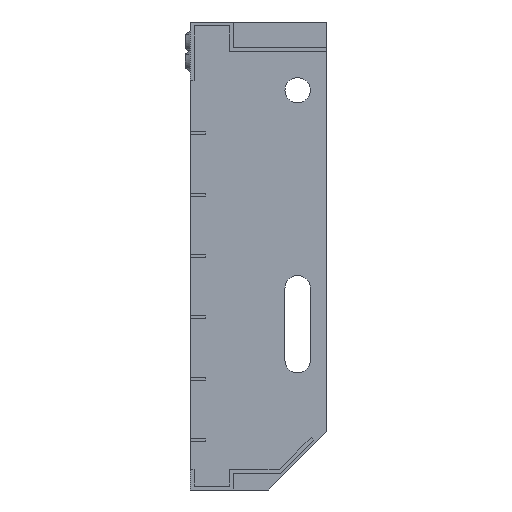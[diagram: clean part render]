
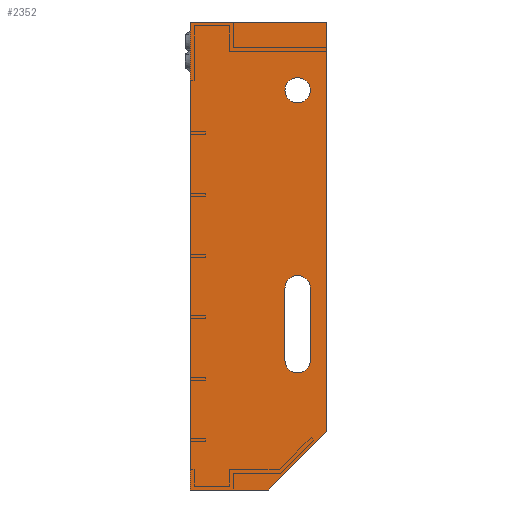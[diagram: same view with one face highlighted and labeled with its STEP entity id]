
A CAD part, left-side view. The second image highlights one B-rep face of the part: STEP entity #2352.
In plain terms, the highlighted planar face has unit normal (-1, 0, 0).
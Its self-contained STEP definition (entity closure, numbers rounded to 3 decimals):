
#248 = ORIENTED_EDGE ( 'NONE', *, *, #20057, .T. ) ;
#409 = VERTEX_POINT ( 'NONE', #5314 ) ;
#706 = CARTESIAN_POINT ( 'NONE',  ( -450., 15., -41.5 ) ) ;
#711 = CARTESIAN_POINT ( 'NONE',  ( -450., 0., 0. ) ) ;
#742 = CARTESIAN_POINT ( 'NONE',  ( -450., 0., -210. ) ) ;
#834 = ORIENTED_EDGE ( 'NONE', *, *, #12124, .T. ) ;
#856 = VERTEX_POINT ( 'NONE', #706 ) ;
#1161 = CARTESIAN_POINT ( 'NONE',  ( -450., 0., -210. ) ) ;
#1269 = AXIS2_PLACEMENT_3D ( 'NONE', #6627, #1809, #16609 ) ;
#1405 = CARTESIAN_POINT ( 'NONE',  ( -450., 15., -173.5 ) ) ;
#1435 = EDGE_CURVE ( 'NONE', #409, #12962, #9362, .T. ) ;
#1809 = DIRECTION ( 'NONE',  ( 1., 0., 0. ) ) ;
#2199 = ORIENTED_EDGE ( 'NONE', *, *, #1435, .T. ) ;
#2352 = ADVANCED_FACE ( 'NONE', ( #21535, #10470, #4780 ), #31162, .F. ) ;
#2381 = AXIS2_PLACEMENT_3D ( 'NONE', #28088, #3622, #5742 ) ;
#2837 = CARTESIAN_POINT ( 'NONE',  ( -450., 15., -35. ) ) ;
#3024 = ORIENTED_EDGE ( 'NONE', *, *, #5152, .F. ) ;
#3622 = DIRECTION ( 'NONE',  ( 1., 0., 0. ) ) ;
#3627 = EDGE_CURVE ( 'NONE', #17601, #856, #5634, .T. ) ;
#4080 = DIRECTION ( 'NONE',  ( 0., 0., 1. ) ) ;
#4155 = ORIENTED_EDGE ( 'NONE', *, *, #3627, .T. ) ;
#4187 = CARTESIAN_POINT ( 'NONE',  ( -450., 21.5, -136.5 ) ) ;
#4468 = LINE ( 'NONE', #14271, #27300 ) ;
#4565 = ORIENTED_EDGE ( 'NONE', *, *, #26477, .T. ) ;
#4780 = FACE_OUTER_BOUND ( 'NONE', #29841, .T. ) ;
#5152 = EDGE_CURVE ( 'NONE', #8874, #7301, #23076, .T. ) ;
#5314 = CARTESIAN_POINT ( 'NONE',  ( -450., 21.5, -173.5 ) ) ;
#5634 = CIRCLE ( 'NONE', #16575, 6.5 ) ;
#5742 = DIRECTION ( 'NONE',  ( 0., 0., -1. ) ) ;
#6627 = CARTESIAN_POINT ( 'NONE',  ( -450., 0., 0. ) ) ;
#6657 = EDGE_CURVE ( 'NONE', #20779, #26920, #11956, .T. ) ;
#7301 = VERTEX_POINT ( 'NONE', #17248 ) ;
#7589 = VECTOR ( 'NONE', #16229, 1000. ) ;
#7688 = VERTEX_POINT ( 'NONE', #1161 ) ;
#8857 = CARTESIAN_POINT ( 'NONE',  ( -450., 70., 0. ) ) ;
#8874 = VERTEX_POINT ( 'NONE', #19878 ) ;
#8878 = DIRECTION ( 'NONE',  ( 1., 0., 0. ) ) ;
#9362 = LINE ( 'NONE', #11217, #15075 ) ;
#9374 = EDGE_CURVE ( 'NONE', #856, #17601, #27732, .T. ) ;
#10448 = EDGE_CURVE ( 'NONE', #7688, #20779, #10640, .T. ) ;
#10470 = FACE_BOUND ( 'NONE', #21158, .T. ) ;
#10640 = LINE ( 'NONE', #13881, #7589 ) ;
#10683 = VECTOR ( 'NONE', #22591, 1000. ) ;
#11020 = CARTESIAN_POINT ( 'NONE',  ( -450., 15., -136.5 ) ) ;
#11217 = CARTESIAN_POINT ( 'NONE',  ( -450., 21.5, -173.5 ) ) ;
#11218 = DIRECTION ( 'NONE',  ( 0., 0., -1. ) ) ;
#11956 = LINE ( 'NONE', #20323, #12322 ) ;
#12124 = EDGE_CURVE ( 'NONE', #30228, #18735, #4468, .T. ) ;
#12322 = VECTOR ( 'NONE', #30307, 1000. ) ;
#12495 = CARTESIAN_POINT ( 'NONE',  ( -450., 30., -240. ) ) ;
#12962 = VERTEX_POINT ( 'NONE', #4187 ) ;
#13047 = ORIENTED_EDGE ( 'NONE', *, *, #9374, .T. ) ;
#13222 = ORIENTED_EDGE ( 'NONE', *, *, #6657, .F. ) ;
#13448 = ORIENTED_EDGE ( 'NONE', *, *, #27641, .T. ) ;
#13751 = DIRECTION ( 'NONE',  ( 1., 0., 0. ) ) ;
#13826 = ORIENTED_EDGE ( 'NONE', *, *, #17146, .F. ) ;
#13881 = CARTESIAN_POINT ( 'NONE',  ( -450., 30., -240. ) ) ;
#14271 = CARTESIAN_POINT ( 'NONE',  ( -450., 8.5, -136.5 ) ) ;
#14456 = CARTESIAN_POINT ( 'NONE',  ( -450., 15., -28.5 ) ) ;
#15075 = VECTOR ( 'NONE', #4080, 1000. ) ;
#15325 = AXIS2_PLACEMENT_3D ( 'NONE', #2837, #17388, #26992 ) ;
#15413 = DIRECTION ( 'NONE',  ( 0., -1., 0. ) ) ;
#15486 = CIRCLE ( 'NONE', #2381, 6.5 ) ;
#16229 = DIRECTION ( 'NONE',  ( 0., 0.707, -0.707 ) ) ;
#16575 = AXIS2_PLACEMENT_3D ( 'NONE', #25788, #8878, #30681 ) ;
#16609 = DIRECTION ( 'NONE',  ( 0., 0., 1. ) ) ;
#16792 = LINE ( 'NONE', #742, #10683 ) ;
#17146 = EDGE_CURVE ( 'NONE', #7301, #7688, #16792, .T. ) ;
#17248 = CARTESIAN_POINT ( 'NONE',  ( -450., 0., 0. ) ) ;
#17388 = DIRECTION ( 'NONE',  ( 1., 0., 0. ) ) ;
#17601 = VERTEX_POINT ( 'NONE', #14456 ) ;
#17914 = CARTESIAN_POINT ( 'NONE',  ( -450., 8.5, -136.5 ) ) ;
#18735 = VERTEX_POINT ( 'NONE', #24252 ) ;
#19078 = ORIENTED_EDGE ( 'NONE', *, *, #23734, .F. ) ;
#19878 = CARTESIAN_POINT ( 'NONE',  ( -450., 70., 0. ) ) ;
#19897 = DIRECTION ( 'NONE',  ( 0., 0., -1. ) ) ;
#20021 = VECTOR ( 'NONE', #15413, 1000. ) ;
#20057 = EDGE_CURVE ( 'NONE', #18735, #29421, #31079, .T. ) ;
#20323 = CARTESIAN_POINT ( 'NONE',  ( -450., 70., -240. ) ) ;
#20626 = DIRECTION ( 'NONE',  ( 1., 0., 0. ) ) ;
#20779 = VERTEX_POINT ( 'NONE', #12495 ) ;
#21158 = EDGE_LOOP ( 'NONE', ( #13047, #4155 ) ) ;
#21535 = FACE_BOUND ( 'NONE', #24589, .T. ) ;
#22204 = AXIS2_PLACEMENT_3D ( 'NONE', #11020, #20626, #30386 ) ;
#22307 = CIRCLE ( 'NONE', #22204, 6.5 ) ;
#22591 = DIRECTION ( 'NONE',  ( 0., 0., -1. ) ) ;
#23076 = LINE ( 'NONE', #711, #20021 ) ;
#23734 = EDGE_CURVE ( 'NONE', #26920, #8874, #25539, .T. ) ;
#23746 = CARTESIAN_POINT ( 'NONE',  ( -450., 70., -240. ) ) ;
#24252 = CARTESIAN_POINT ( 'NONE',  ( -450., 8.5, -173.5 ) ) ;
#24589 = EDGE_LOOP ( 'NONE', ( #834, #248, #4565, #2199, #13448 ) ) ;
#25539 = LINE ( 'NONE', #8857, #31233 ) ;
#25788 = CARTESIAN_POINT ( 'NONE',  ( -450., 15., -35. ) ) ;
#26477 = EDGE_CURVE ( 'NONE', #29421, #409, #15486, .T. ) ;
#26920 = VERTEX_POINT ( 'NONE', #23746 ) ;
#26992 = DIRECTION ( 'NONE',  ( 0., 0., -1. ) ) ;
#27300 = VECTOR ( 'NONE', #19897, 1000. ) ;
#27641 = EDGE_CURVE ( 'NONE', #12962, #30228, #22307, .T. ) ;
#27732 = CIRCLE ( 'NONE', #15325, 6.5 ) ;
#28088 = CARTESIAN_POINT ( 'NONE',  ( -450., 15., -173.5 ) ) ;
#28444 = DIRECTION ( 'NONE',  ( 0., 0., 1. ) ) ;
#29421 = VERTEX_POINT ( 'NONE', #31611 ) ;
#29605 = AXIS2_PLACEMENT_3D ( 'NONE', #1405, #13751, #11218 ) ;
#29841 = EDGE_LOOP ( 'NONE', ( #13826, #3024, #19078, #13222, #30467 ) ) ;
#30228 = VERTEX_POINT ( 'NONE', #17914 ) ;
#30307 = DIRECTION ( 'NONE',  ( 0., 1., 0. ) ) ;
#30386 = DIRECTION ( 'NONE',  ( 0., 0., -1. ) ) ;
#30467 = ORIENTED_EDGE ( 'NONE', *, *, #10448, .F. ) ;
#30681 = DIRECTION ( 'NONE',  ( 0., 0., -1. ) ) ;
#31079 = CIRCLE ( 'NONE', #29605, 6.5 ) ;
#31162 = PLANE ( 'NONE',  #1269 ) ;
#31233 = VECTOR ( 'NONE', #28444, 1000. ) ;
#31611 = CARTESIAN_POINT ( 'NONE',  ( -450., 15., -180. ) ) ;
